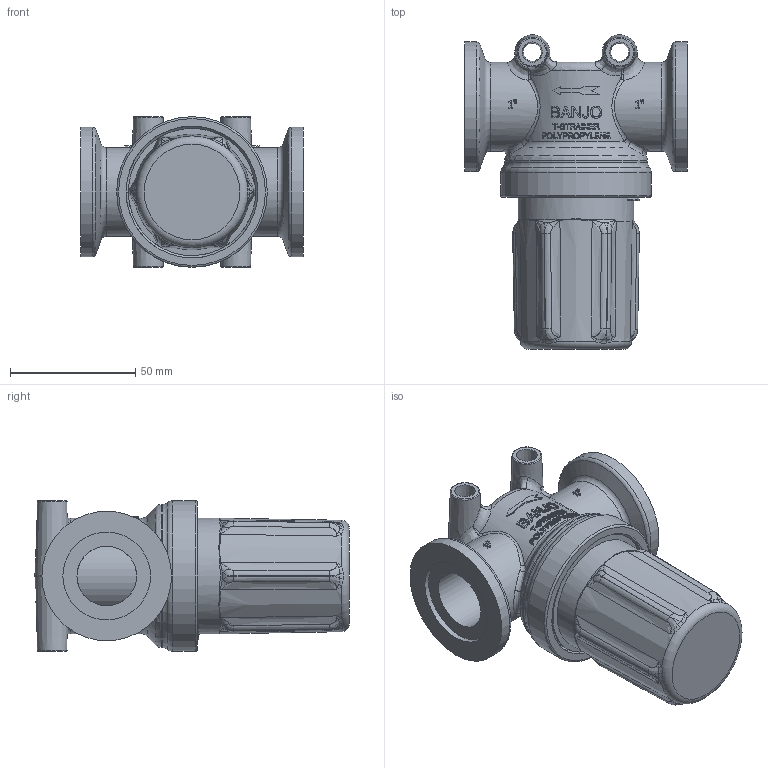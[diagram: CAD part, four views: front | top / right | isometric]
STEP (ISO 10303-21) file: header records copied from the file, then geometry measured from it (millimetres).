
FILE_DESCRIPTION(/* description */ ('1" MNFLD T-STRAINER, CLEAR BOWL - NO SCREEN'),/* implementation_level */ '2;1');
FILE_NAME(/* name */ 'MLSTM100HBC.stp',/* time_stamp */ '2020-05-14T14:53:44-04:00',/* author */ ('MJC'),/* organization */ (''),/* preprocessor_version */ 'ST-DEVELOPER v17.2',/* originating_system */ 'Autodesk Inventor 2019',/* authorisation */ '');
FILE_SCHEMA (('AUTOMOTIVE_DESIGN { 1 0 10303 214 3 1 1 }'));
Length unit declared in the file: inch
Products named in the file (4): MLSTM100HBC; MLSTM100H; LSTM050G; LSTM050BC
Assembly tree (3 placements, depth 2):
  MLSTM100HBC
    MLSTM100H
    LSTM050G
    LSTM050BC
Bounding box: 88.9 x 125.65 x 60.2 mm (x, y, z)
Volume: 140992.5 mm3; surface area: 71472.9 mm2
Topology: 3 solids, 3 shells, 786 faces, 2078 edges, 1338 vertices
Faces by surface type: bspline 333, plane 298, cylinder 96, torus 29, cone 27, sphere 3
Full cylindrical faces by diameter (mm): 20.32 x1, 23.812 x3, 30.734 x1, 35.052 x2, 35.56 x2, 39.624 x1, 39.7 x1, 46.228 x3, 47.244 x1, 47.269 x1, 48.044 x2, 50.838 x2, 51.816 x2, 52.654 x3, 57.15 x1, 60.198 x1
Entity records: 34143 total; most frequent: CARTESIAN_POINT 16342, ORIENTED_EDGE 4120, DIRECTION 2961, EDGE_CURVE 2060, VERTEX_POINT 1338, AXIS2_PLACEMENT_3D 1143, EDGE_LOOP 854, FACE_OUTER_BOUND 786
